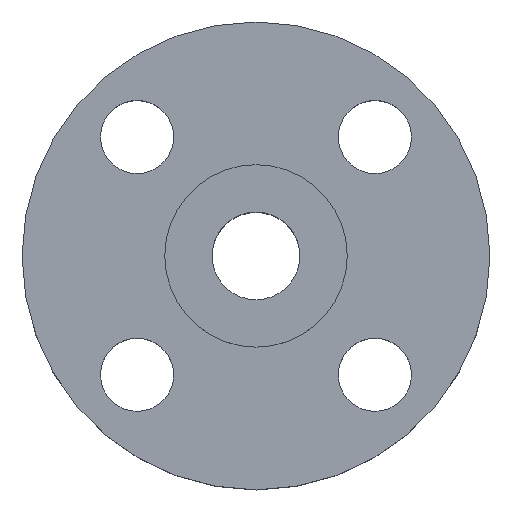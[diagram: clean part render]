
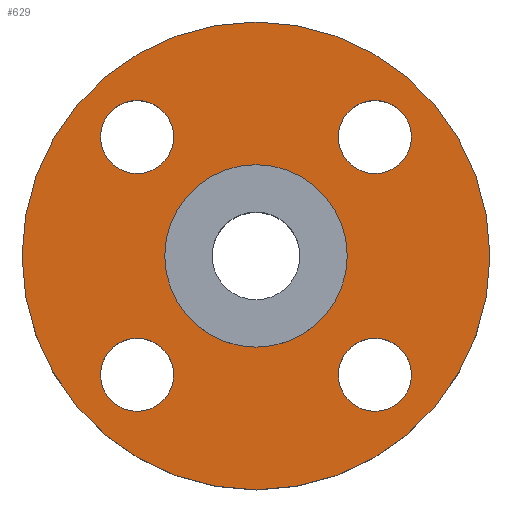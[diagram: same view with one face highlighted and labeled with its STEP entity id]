
A CAD part, top view. The second image highlights one B-rep face of the part: STEP entity #629.
In plain terms, the highlighted planar face has unit normal (0, 0, 1).
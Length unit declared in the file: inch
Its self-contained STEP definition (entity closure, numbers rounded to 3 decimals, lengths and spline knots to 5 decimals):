
#2 = AXIS2_PLACEMENT_3D ( 'NONE', #587, #403, #150 ) ;
#8 = CARTESIAN_POINT ( 'NONE',  ( 2.03293, -2.03293, 0. ) ) ;
#16 = DIRECTION ( 'NONE',  ( 1., 0., 0. ) ) ;
#17 = EDGE_LOOP ( 'NONE', ( #275, #480 ) ) ;
#27 = AXIS2_PLACEMENT_3D ( 'NONE', #8, #782, #135 ) ;
#30 = DIRECTION ( 'NONE',  ( 0., 0., 1. ) ) ;
#32 = FACE_BOUND ( 'NONE', #17, .T. ) ;
#34 = ORIENTED_EDGE ( 'NONE', *, *, #147, .F. ) ;
#44 = CARTESIAN_POINT ( 'NONE',  ( -1.56, 0., 0. ) ) ;
#61 = EDGE_CURVE ( 'NONE', #815, #179, #717, .T. ) ;
#70 = VERTEX_POINT ( 'NONE', #234 ) ;
#80 = CARTESIAN_POINT ( 'NONE',  ( -2.03293, 2.03293, 0. ) ) ;
#86 = FACE_BOUND ( 'NONE', #761, .T. ) ;
#88 = CIRCLE ( 'NONE', #396, 0.625 ) ;
#91 = CARTESIAN_POINT ( 'NONE',  ( 4., 0., 0. ) ) ;
#95 = CARTESIAN_POINT ( 'NONE',  ( 0., 0., 0. ) ) ;
#98 = DIRECTION ( 'NONE',  ( 1., 0., 0. ) ) ;
#100 = ORIENTED_EDGE ( 'NONE', *, *, #727, .F. ) ;
#110 = CARTESIAN_POINT ( 'NONE',  ( -2.03293, 2.65793, 0. ) ) ;
#119 = ORIENTED_EDGE ( 'NONE', *, *, #715, .F. ) ;
#123 = VERTEX_POINT ( 'NONE', #535 ) ;
#129 = VERTEX_POINT ( 'NONE', #110 ) ;
#135 = DIRECTION ( 'NONE',  ( 0., -1., 0. ) ) ;
#136 = DIRECTION ( 'NONE',  ( 0., 0., 1. ) ) ;
#140 = VERTEX_POINT ( 'NONE', #44 ) ;
#141 = CIRCLE ( 'NONE', #425, 0.625 ) ;
#147 = EDGE_CURVE ( 'NONE', #183, #721, #807, .T. ) ;
#150 = DIRECTION ( 'NONE',  ( 0., 1., 0. ) ) ;
#156 = AXIS2_PLACEMENT_3D ( 'NONE', #460, #469, #392 ) ;
#168 = CARTESIAN_POINT ( 'NONE',  ( 2.03293, -2.03293, 0. ) ) ;
#171 = AXIS2_PLACEMENT_3D ( 'NONE', #95, #30, #222 ) ;
#179 = VERTEX_POINT ( 'NONE', #91 ) ;
#183 = VERTEX_POINT ( 'NONE', #754 ) ;
#198 = ORIENTED_EDGE ( 'NONE', *, *, #496, .T. ) ;
#210 = DIRECTION ( 'NONE',  ( 0., 0., 1. ) ) ;
#220 = DIRECTION ( 'NONE',  ( 0., 0., 1. ) ) ;
#222 = DIRECTION ( 'NONE',  ( 1., 0., 0. ) ) ;
#226 = CARTESIAN_POINT ( 'NONE',  ( -2.03293, 1.40793, 0. ) ) ;
#232 = DIRECTION ( 'NONE',  ( 0., 0., 1. ) ) ;
#234 = CARTESIAN_POINT ( 'NONE',  ( 2.03293, -2.65793, 0. ) ) ;
#249 = VERTEX_POINT ( 'NONE', #816 ) ;
#257 = ORIENTED_EDGE ( 'NONE', *, *, #349, .F. ) ;
#261 = ORIENTED_EDGE ( 'NONE', *, *, #61, .T. ) ;
#265 = CIRCLE ( 'NONE', #517, 4. ) ;
#275 = ORIENTED_EDGE ( 'NONE', *, *, #419, .F. ) ;
#277 = DIRECTION ( 'NONE',  ( 0., 1., 0. ) ) ;
#286 = FACE_OUTER_BOUND ( 'NONE', #698, .T. ) ;
#295 = CIRCLE ( 'NONE', #156, 0.625 ) ;
#327 = CARTESIAN_POINT ( 'NONE',  ( 0., 0., 0. ) ) ;
#328 = DIRECTION ( 'NONE',  ( 0., 0., 1. ) ) ;
#341 = DIRECTION ( 'NONE',  ( 0., 0., 1. ) ) ;
#349 = EDGE_CURVE ( 'NONE', #129, #522, #808, .T. ) ;
#383 = CARTESIAN_POINT ( 'NONE',  ( 0., 0., 0. ) ) ;
#384 = AXIS2_PLACEMENT_3D ( 'NONE', #327, #580, #722 ) ;
#392 = DIRECTION ( 'NONE',  ( 1., 0., 0. ) ) ;
#396 = AXIS2_PLACEMENT_3D ( 'NONE', #712, #136, #770 ) ;
#403 = DIRECTION ( 'NONE',  ( 0., 0., 1. ) ) ;
#411 = EDGE_LOOP ( 'NONE', ( #571, #755 ) ) ;
#413 = DIRECTION ( 'NONE',  ( 0., 0., 1. ) ) ;
#419 = EDGE_CURVE ( 'NONE', #140, #123, #466, .T. ) ;
#425 = AXIS2_PLACEMENT_3D ( 'NONE', #596, #413, #661 ) ;
#435 = VERTEX_POINT ( 'NONE', #719 ) ;
#446 = EDGE_CURVE ( 'NONE', #249, #435, #88, .T. ) ;
#449 = ORIENTED_EDGE ( 'NONE', *, *, #638, .F. ) ;
#451 = AXIS2_PLACEMENT_3D ( 'NONE', #475, #232, #728 ) ;
#460 = CARTESIAN_POINT ( 'NONE',  ( 2.03293, 2.03293, 0. ) ) ;
#464 = CARTESIAN_POINT ( 'NONE',  ( -4., 0., 0. ) ) ;
#466 = CIRCLE ( 'NONE', #625, 1.56 ) ;
#469 = DIRECTION ( 'NONE',  ( 0., 0., 1. ) ) ;
#471 = DIRECTION ( 'NONE',  ( 1., 0., 0. ) ) ;
#475 = CARTESIAN_POINT ( 'NONE',  ( 2.03293, 2.03293, 0. ) ) ;
#479 = AXIS2_PLACEMENT_3D ( 'NONE', #740, #220, #98 ) ;
#480 = ORIENTED_EDGE ( 'NONE', *, *, #617, .F. ) ;
#487 = CARTESIAN_POINT ( 'NONE',  ( 2.03293, -1.40793, 0. ) ) ;
#495 = AXIS2_PLACEMENT_3D ( 'NONE', #168, #658, #601 ) ;
#496 = EDGE_CURVE ( 'NONE', #179, #815, #265, .T. ) ;
#517 = AXIS2_PLACEMENT_3D ( 'NONE', #518, #328, #471 ) ;
#518 = CARTESIAN_POINT ( 'NONE',  ( 0., 0., 0. ) ) ;
#522 = VERTEX_POINT ( 'NONE', #226 ) ;
#523 = CARTESIAN_POINT ( 'NONE',  ( 2.65793, 2.03293, 0. ) ) ;
#525 = EDGE_LOOP ( 'NONE', ( #544, #449 ) ) ;
#535 = CARTESIAN_POINT ( 'NONE',  ( 1.56, 0., 0. ) ) ;
#544 = ORIENTED_EDGE ( 'NONE', *, *, #615, .F. ) ;
#545 = FACE_BOUND ( 'NONE', #525, .T. ) ;
#563 = VERTEX_POINT ( 'NONE', #487 ) ;
#565 = EDGE_CURVE ( 'NONE', #435, #249, #141, .T. ) ;
#571 = ORIENTED_EDGE ( 'NONE', *, *, #446, .F. ) ;
#580 = DIRECTION ( 'NONE',  ( 0., 0., 1. ) ) ;
#582 = CIRCLE ( 'NONE', #27, 0.625 ) ;
#587 = CARTESIAN_POINT ( 'NONE',  ( -2.03293, 2.03293, 0. ) ) ;
#596 = CARTESIAN_POINT ( 'NONE',  ( -2.03293, -2.03293, 0. ) ) ;
#601 = DIRECTION ( 'NONE',  ( 0., -1., 0. ) ) ;
#615 = EDGE_CURVE ( 'NONE', #70, #563, #748, .T. ) ;
#617 = EDGE_CURVE ( 'NONE', #123, #140, #662, .T. ) ;
#619 = EDGE_LOOP ( 'NONE', ( #119, #34 ) ) ;
#625 = AXIS2_PLACEMENT_3D ( 'NONE', #383, #341, #16 ) ;
#629 = ADVANCED_FACE ( 'NONE', ( #545, #797, #86, #784, #32, #286 ), #643, .T. ) ;
#638 = EDGE_CURVE ( 'NONE', #563, #70, #582, .T. ) ;
#643 = PLANE ( 'NONE',  #384 ) ;
#658 = DIRECTION ( 'NONE',  ( 0., 0., 1. ) ) ;
#661 = DIRECTION ( 'NONE',  ( -1., 0., 0. ) ) ;
#662 = CIRCLE ( 'NONE', #479, 1.56 ) ;
#665 = CIRCLE ( 'NONE', #2, 0.625 ) ;
#698 = EDGE_LOOP ( 'NONE', ( #198, #261 ) ) ;
#712 = CARTESIAN_POINT ( 'NONE',  ( -2.03293, -2.03293, 0. ) ) ;
#715 = EDGE_CURVE ( 'NONE', #721, #183, #295, .T. ) ;
#717 = CIRCLE ( 'NONE', #171, 4. ) ;
#718 = AXIS2_PLACEMENT_3D ( 'NONE', #80, #210, #277 ) ;
#719 = CARTESIAN_POINT ( 'NONE',  ( -1.40793, -2.03293, 0. ) ) ;
#721 = VERTEX_POINT ( 'NONE', #523 ) ;
#722 = DIRECTION ( 'NONE',  ( 1., 0., 0. ) ) ;
#727 = EDGE_CURVE ( 'NONE', #522, #129, #665, .T. ) ;
#728 = DIRECTION ( 'NONE',  ( 1., 0., 0. ) ) ;
#740 = CARTESIAN_POINT ( 'NONE',  ( 0., 0., 0. ) ) ;
#748 = CIRCLE ( 'NONE', #495, 0.625 ) ;
#754 = CARTESIAN_POINT ( 'NONE',  ( 1.40793, 2.03293, 0. ) ) ;
#755 = ORIENTED_EDGE ( 'NONE', *, *, #565, .F. ) ;
#761 = EDGE_LOOP ( 'NONE', ( #257, #100 ) ) ;
#770 = DIRECTION ( 'NONE',  ( -1., 0., 0. ) ) ;
#782 = DIRECTION ( 'NONE',  ( 0., 0., 1. ) ) ;
#784 = FACE_BOUND ( 'NONE', #619, .T. ) ;
#797 = FACE_BOUND ( 'NONE', #411, .T. ) ;
#807 = CIRCLE ( 'NONE', #451, 0.625 ) ;
#808 = CIRCLE ( 'NONE', #718, 0.625 ) ;
#815 = VERTEX_POINT ( 'NONE', #464 ) ;
#816 = CARTESIAN_POINT ( 'NONE',  ( -2.65793, -2.03293, 0. ) ) ;
